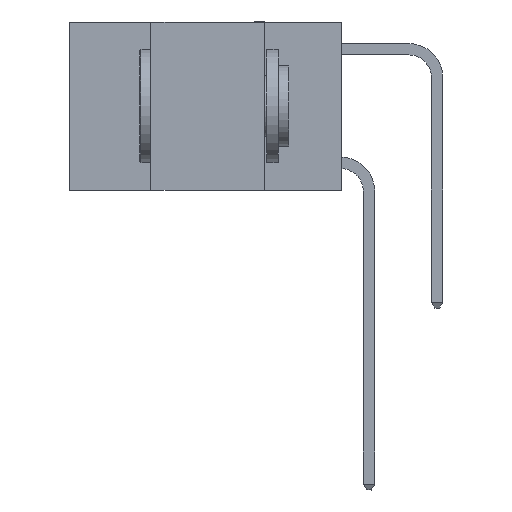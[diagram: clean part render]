
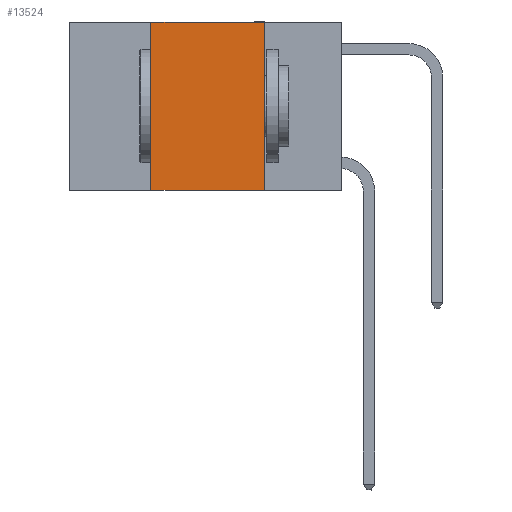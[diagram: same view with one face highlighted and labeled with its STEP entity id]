
A CAD part, left-side view. The second image highlights one B-rep face of the part: STEP entity #13524.
In plain terms, the highlighted planar face has unit normal (-1, 0, 0).
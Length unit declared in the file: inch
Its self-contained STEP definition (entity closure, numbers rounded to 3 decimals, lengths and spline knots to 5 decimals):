
#302 = DIRECTION ( 'NONE',  ( 0., 0., -1. ) ) ;
#2359 = ORIENTED_EDGE ( 'NONE', *, *, #8048, .F. ) ;
#4158 = LINE ( 'NONE', #15031, #22888 ) ;
#4190 = ORIENTED_EDGE ( 'NONE', *, *, #5526, .F. ) ;
#4203 = CARTESIAN_POINT ( 'NONE',  ( 0., 0.6, 0. ) ) ;
#4209 = CARTESIAN_POINT ( 'NONE',  ( 0., 0.42, -0.37 ) ) ;
#4264 = EDGE_CURVE ( 'NONE', #6955, #21914, #4158, .T. ) ;
#5132 = CARTESIAN_POINT ( 'NONE',  ( 0., 0.17, 0. ) ) ;
#5526 = EDGE_CURVE ( 'NONE', #6955, #13808, #17309, .T. ) ;
#6676 = VERTEX_POINT ( 'NONE', #5132 ) ;
#6955 = VERTEX_POINT ( 'NONE', #4209 ) ;
#7378 = VECTOR ( 'NONE', #22680, 39.37008 ) ;
#7618 = FACE_OUTER_BOUND ( 'NONE', #15448, .T. ) ;
#7763 = LINE ( 'NONE', #24004, #10987 ) ;
#7875 = PLANE ( 'NONE',  #20934 ) ;
#8048 = EDGE_CURVE ( 'NONE', #6676, #21914, #7763, .T. ) ;
#9021 = EDGE_CURVE ( 'NONE', #13808, #6676, #10343, .T. ) ;
#9751 = CARTESIAN_POINT ( 'NONE',  ( 0., 0.6, 0. ) ) ;
#9947 = DIRECTION ( 'NONE',  ( 0., -1., 0. ) ) ;
#10343 = LINE ( 'NONE', #4203, #14711 ) ;
#10987 = VECTOR ( 'NONE', #14708, 39.37008 ) ;
#11316 = DIRECTION ( 'NONE',  ( 0., -1., 0. ) ) ;
#11646 = DIRECTION ( 'NONE',  ( 1., 0., 0. ) ) ;
#13388 = CARTESIAN_POINT ( 'NONE',  ( 0., 0.42, 0. ) ) ;
#13524 = ADVANCED_FACE ( 'NONE', ( #7618 ), #7875, .F. ) ;
#13808 = VERTEX_POINT ( 'NONE', #20022 ) ;
#14593 = CARTESIAN_POINT ( 'NONE',  ( 0., 0.17, -0.37 ) ) ;
#14708 = DIRECTION ( 'NONE',  ( 0., 0., -1. ) ) ;
#14711 = VECTOR ( 'NONE', #9947, 39.37008 ) ;
#15031 = CARTESIAN_POINT ( 'NONE',  ( 0., 0.6, -0.37 ) ) ;
#15448 = EDGE_LOOP ( 'NONE', ( #2359, #17937, #4190, #19701 ) ) ;
#17309 = LINE ( 'NONE', #13388, #7378 ) ;
#17937 = ORIENTED_EDGE ( 'NONE', *, *, #9021, .F. ) ;
#19701 = ORIENTED_EDGE ( 'NONE', *, *, #4264, .T. ) ;
#20022 = CARTESIAN_POINT ( 'NONE',  ( 0., 0.42, 0. ) ) ;
#20934 = AXIS2_PLACEMENT_3D ( 'NONE', #9751, #11646, #302 ) ;
#21914 = VERTEX_POINT ( 'NONE', #14593 ) ;
#22680 = DIRECTION ( 'NONE',  ( 0., 0., 1. ) ) ;
#22888 = VECTOR ( 'NONE', #11316, 39.37008 ) ;
#24004 = CARTESIAN_POINT ( 'NONE',  ( 0., 0.17, 0. ) ) ;
